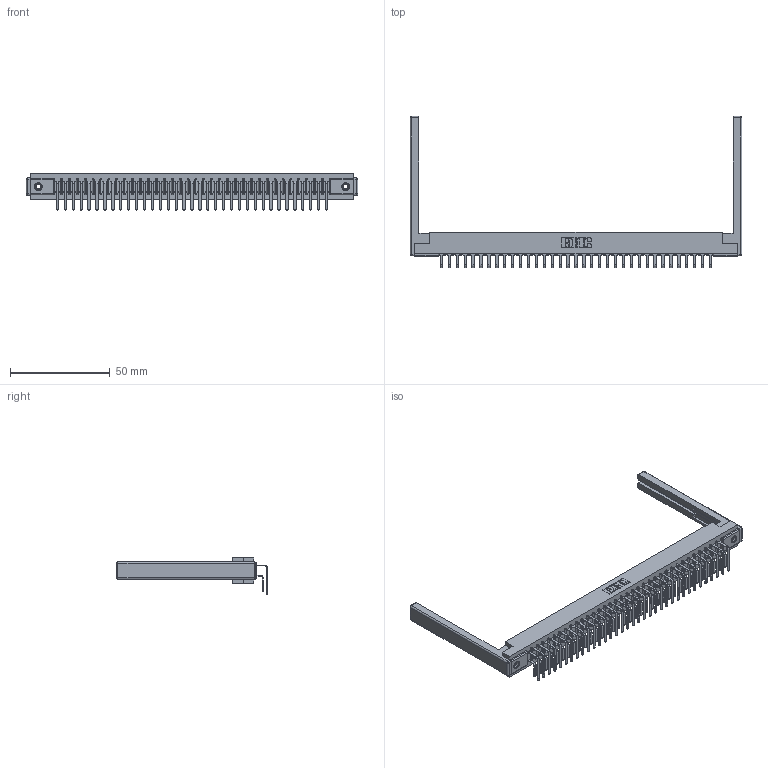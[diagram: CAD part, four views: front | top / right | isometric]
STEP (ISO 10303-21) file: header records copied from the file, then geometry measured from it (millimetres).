
FILE_DESCRIPTION (( 'STEP AP203' ), '1' );
FILE_NAME ('357-035-459-168.STEP', '2020-10-02T12:45:19', ( '' ), ( '' ), 'SwSTEP 2.0', 'SolidWorks 2020', '' );
FILE_SCHEMA (( 'CONFIG_CONTROL_DESIGN' ));
Length unit declared in the file: inch
Products named in the file (6): 307-290-001_559 - 2 (Single); 345-250-001_345-250-001-102; 307-220-068; 357-035-459-168; 307 Part_.156 Dia Mounting Holes; 307-290-001_558 559 - 1 (Single)
Assembly tree (75 placements, depth 2):
  357-035-459-168
    307 Part_.156 Dia Mounting Holes
    307-290-001_558 559 - 1 (Single)  x35
    307-290-001_559 - 2 (Single)  x35
    307-220-068  x2
    345-250-001_345-250-001-102  x2
Bounding box: 166.12 x 75.65 x 18.07 mm (x, y, z)
Volume: 22305.8 mm3; surface area: 27581 mm2
Topology: 75 solids, 75 shells, 3808 faces, 10653 edges, 6890 vertices
Faces by surface type: plane 2468, cylinder 1244, sphere 80, cone 12, torus 4
Entity records: 36194 total; most frequent: CARTESIAN_POINT 5902, ORIENTED_EDGE 5840, DIRECTION 5798, EDGE_CURVE 2920, LINE 2234, VECTOR 2234, VERTEX_POINT 1886, AXIS2_PLACEMENT_3D 1782
